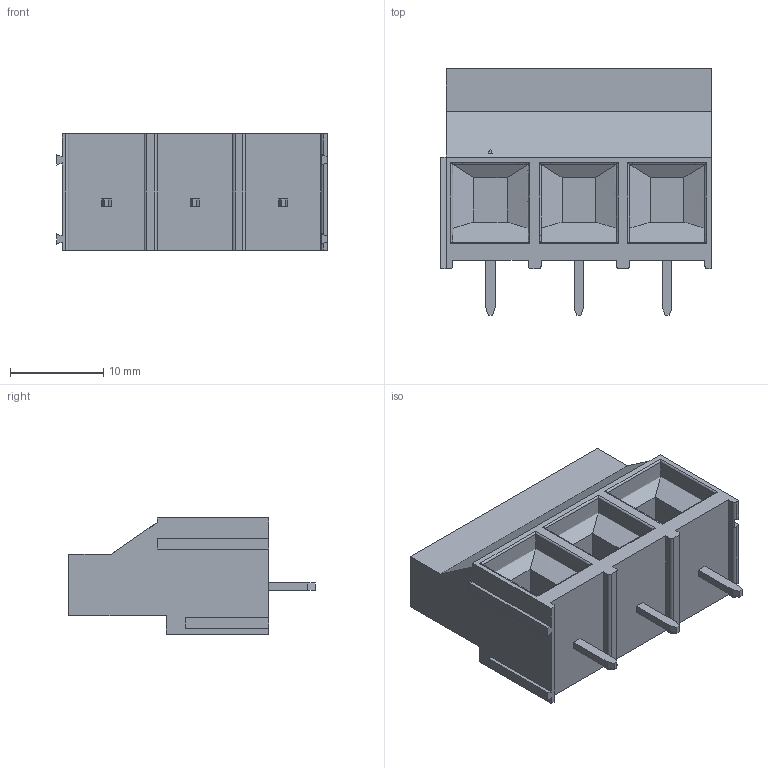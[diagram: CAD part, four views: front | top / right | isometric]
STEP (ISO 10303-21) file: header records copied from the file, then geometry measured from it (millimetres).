
FILE_DESCRIPTION (( 'STEP AP214' ), '1' );
FILE_NAME ('DG950-9.5-03P-14-00AH.STEP', '2021-01-17T02:24:43', ( '' ), ( '' ), 'SwSTEP 2.0', 'SolidWorks 2020', '' );
FILE_SCHEMA (( 'AUTOMOTIVE_DESIGN' ));
Length unit declared in the file: millimetre
Products named in the file (1): DG950-9.5-03P-14-00AH
Bounding box: 29.1 x 26.5 x 12.5 mm (x, y, z)
Volume: 4683.8 mm3; surface area: 3775.4 mm2
Topology: 1 solids, 1 shells, 493 faces, 1317 edges, 869 vertices
Faces by surface type: plane 258, bspline 181, cylinder 33, torus 21
Entity records: 28026 total; most frequent: CARTESIAN_POINT 13096, ORIENTED_EDGE 2634, DIRECTION 1643, EDGE_CURVE 1317, VERTEX_POINT 869, LINE 813, VECTOR 813, EDGE_LOOP 536
